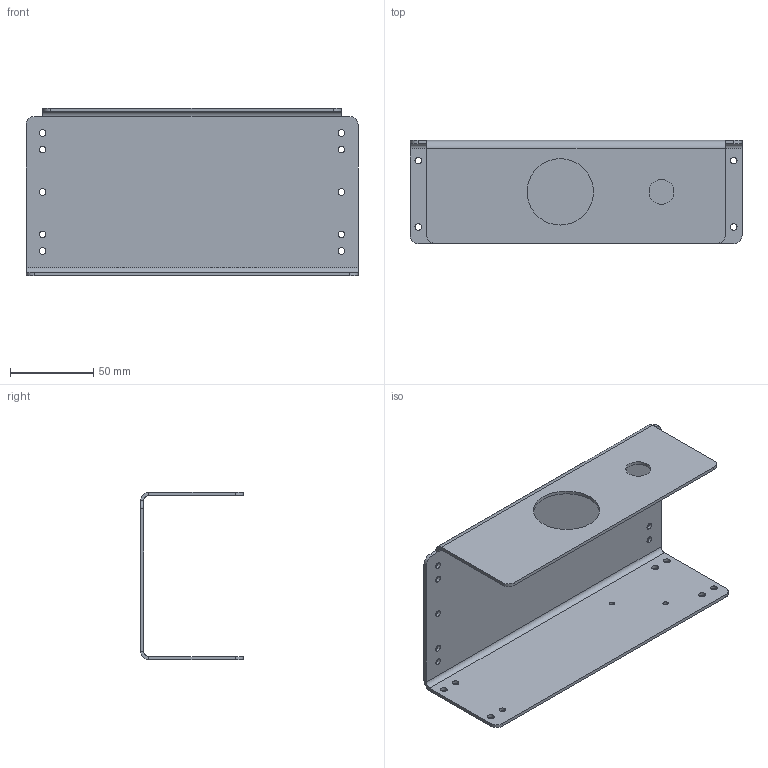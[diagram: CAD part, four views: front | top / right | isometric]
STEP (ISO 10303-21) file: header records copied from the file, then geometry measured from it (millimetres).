
FILE_DESCRIPTION (( 'STEP AP203' ), '1' );
FILE_NAME ('GRAV_INOX_BOITE_PNEU_V2_i1.STEP', '2020-07-20T06:53:27', ( '' ), ( '' ), 'SwSTEP 2.0', 'SolidWorks 2019', '' );
FILE_SCHEMA (( 'CONFIG_CONTROL_DESIGN' ));
Length unit declared in the file: millimetre
Products named in the file (1): GRAV_INOX_BOITE_PNEU_V2_i1
Bounding box: 200 x 62 x 101 mm (x, y, z)
Volume: 81081.6 mm3; surface area: 83563 mm2
Topology: 1 solids, 1 shells, 74 faces, 200 edges, 128 vertices
Faces by surface type: cylinder 54, plane 20
Entity records: 2529 total; most frequent: DIRECTION 458, CARTESIAN_POINT 403, ORIENTED_EDGE 400, EDGE_CURVE 200, AXIS2_PLACEMENT_3D 183, VERTEX_POINT 128, EDGE_LOOP 118, CIRCLE 108
